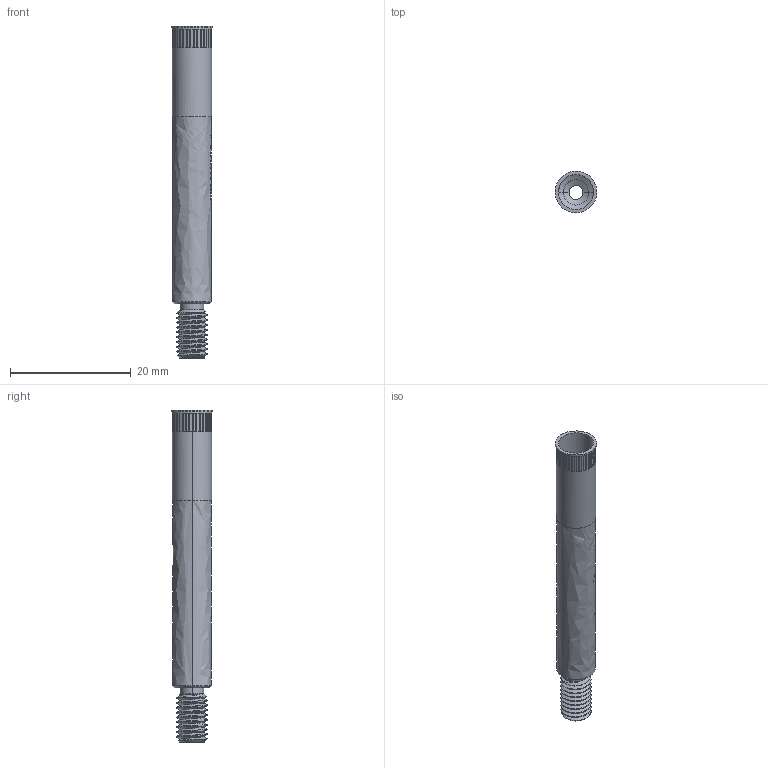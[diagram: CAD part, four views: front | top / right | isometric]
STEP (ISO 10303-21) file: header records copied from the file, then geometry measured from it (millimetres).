
FILE_DESCRIPTION(('STEP'), '1');
FILE_NAME('', '2022-08-04T08:07:16', (''), (''), 'Express v3.0.0.0', 'Express Tool', 'Unknown');
FILE_SCHEMA(('AUTOMOTIVE_DESIGN'));
Length unit declared in the file: millimetre
Products named in the file (1): MOD-H348M5RD~-a
Bounding box: 6.9 x 6.89 x 55 mm (x, y, z)
Volume: 548 mm3; surface area: 2043.5 mm2
Topology: 1 solids, 1 shells, 381 faces, 1011 edges, 669 vertices
Faces by surface type: bspline 381
Entity records: 21122 total; most frequent: CARTESIAN_POINT 13311, ORIENTED_EDGE 2026, EDGE_CURVE 1013, B_SPLINE_CURVE_WITH_KNOTS 695, VERTEX_POINT 671, EDGE_LOOP 420, ADVANCED_FACE 381, FACE_OUTER_BOUND 381
